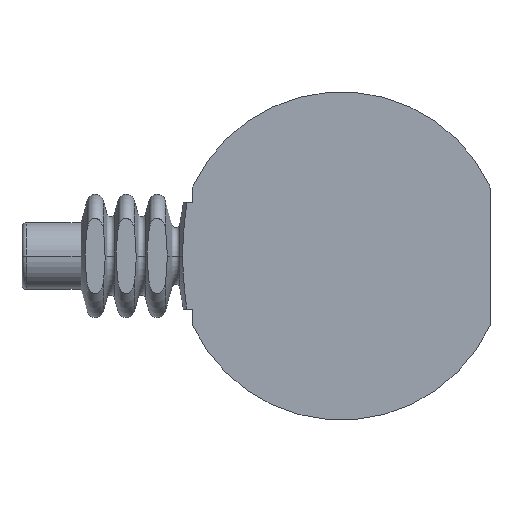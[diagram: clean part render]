
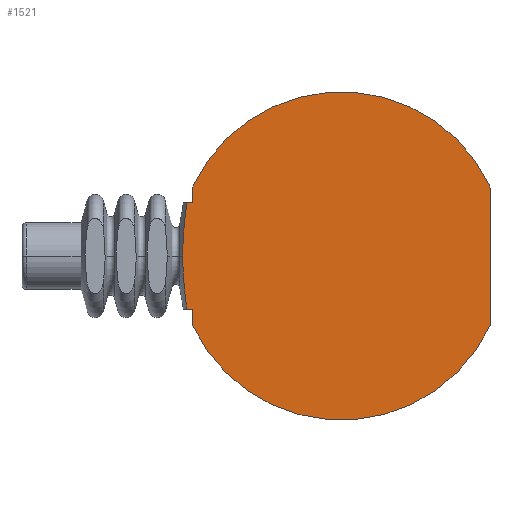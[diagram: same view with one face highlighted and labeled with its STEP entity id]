
A CAD part, front view. The second image highlights one B-rep face of the part: STEP entity #1521.
In plain terms, the highlighted planar face has unit normal (0, -1, 0).
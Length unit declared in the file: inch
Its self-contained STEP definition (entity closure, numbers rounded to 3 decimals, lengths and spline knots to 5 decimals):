
#78=CARTESIAN_POINT('',(-1.37145,-0.07874,
-0.47244));
#84=CARTESIAN_POINT('',(-1.4081,-0.07874,0.));
#85=CARTESIAN_POINT('',(-1.4081,-0.07874,
-0.02556));
#86=CARTESIAN_POINT('',(-1.4073,-0.07874,
-0.0763));
#87=CARTESIAN_POINT('',(-1.40389,-0.07874,
-0.15122));
#88=CARTESIAN_POINT('',(-1.39866,-0.07874,
-0.22504));
#89=CARTESIAN_POINT('',(-1.39177,-0.07874,
-0.30018));
#90=CARTESIAN_POINT('',(-1.38305,-0.07874,
-0.38023));
#91=CARTESIAN_POINT('',(-1.37557,-0.07874,
-0.44073));
#92=CARTESIAN_POINT('',(-1.37145,-0.07874,
-0.47244));
#164=CARTESIAN_POINT('',(-1.37145,-0.07874,
0.47244));
#165=CARTESIAN_POINT('',(-1.37568,-0.07874,
0.4399));
#166=CARTESIAN_POINT('',(-1.38331,-0.07874,
0.37808));
#167=CARTESIAN_POINT('',(-1.3921,-0.07874,
0.29698));
#168=CARTESIAN_POINT('',(-1.39892,-0.07874,
0.22184));
#169=CARTESIAN_POINT('',(-1.40404,-0.07874,
0.1486));
#170=CARTESIAN_POINT('',(-1.40733,-0.07874,
0.07483));
#171=CARTESIAN_POINT('',(-1.4081,-0.07874,
0.02503));
#172=CARTESIAN_POINT('',(-1.4081,-0.07874,0.));
#182=CARTESIAN_POINT('',(-1.37145,-0.07874,
0.47244));
#191=DIRECTION('',(-1.,0.,0.));
#192=VECTOR('',#191,0.05256);
#193=CARTESIAN_POINT('',(-1.3189,-0.07874,
0.47244));
#194=LINE('',#193,#192);
#246=DIRECTION('',(0.,0.,1.));
#247=VECTOR('',#246,0.12819);
#248=CARTESIAN_POINT('',(-1.3189,-0.07874,
0.47244));
#249=LINE('',#248,#247);
#250=CARTESIAN_POINT('',(-1.24016,-0.07874,
0.60064));
#251=DIRECTION('',(0.,1.,0.));
#252=DIRECTION('',(-1.,0.,0.));
#253=AXIS2_PLACEMENT_3D('',#250,#251,#252);
#255=CARTESIAN_POINT('',(0.,-0.07874,0.));
#256=DIRECTION('',(0.,1.,0.));
#257=DIRECTION('',(-0.9,0.,0.436));
#258=AXIS2_PLACEMENT_3D('',#255,#256,#257);
#260=CARTESIAN_POINT('',(1.24016,-0.07874,
0.60064));
#261=DIRECTION('',(0.,1.,0.));
#262=DIRECTION('',(0.9,0.,0.436));
#263=AXIS2_PLACEMENT_3D('',#260,#261,#262);
#265=DIRECTION('',(0.,0.,-1.));
#266=VECTOR('',#265,1.21907);
#267=CARTESIAN_POINT('',(1.3189,-0.07874,
0.60064));
#268=LINE('',#267,#266);
#269=CARTESIAN_POINT('',(0.,-0.07874,0.));
#270=DIRECTION('',(0.,1.,0.));
#271=DIRECTION('',(0.905,0.,-0.425));
#272=AXIS2_PLACEMENT_3D('',#269,#270,#271);
#274=DIRECTION('',(0.,0.,1.));
#275=VECTOR('',#274,0.146);
#276=CARTESIAN_POINT('',(-1.3189,-0.07874,
-0.61844));
#277=LINE('',#276,#275);
#278=DIRECTION('',(-1.,0.,0.));
#279=VECTOR('',#278,0.05256);
#280=CARTESIAN_POINT('',(-1.3189,-0.07874,
-0.47244));
#281=LINE('',#280,#279);
#994=CARTESIAN_POINT('',(-1.3189,-0.07874,
0.60064));
#995=VERTEX_POINT('',#994);
#1004=CARTESIAN_POINT('',(-1.31102,-0.07874,
0.63496));
#1005=VERTEX_POINT('',#1004);
#1014=CARTESIAN_POINT('',(1.31102,-0.07874,
0.63496));
#1015=VERTEX_POINT('',#1014);
#1024=CARTESIAN_POINT('',(1.3189,-0.07874,
0.60064));
#1025=VERTEX_POINT('',#1024);
#1032=CARTESIAN_POINT('',(1.3189,-0.07874,
-0.61844));
#1033=VERTEX_POINT('',#1032);
#1040=CARTESIAN_POINT('',(-1.3189,-0.07874,
-0.61844));
#1041=VERTEX_POINT('',#1040);
#1058=CARTESIAN_POINT('',(-1.3189,-0.07874,
-0.47244));
#1059=VERTEX_POINT('',#1058);
#1060=CARTESIAN_POINT('',(-1.3189,-0.07874,
0.47244));
#1061=VERTEX_POINT('',#1060);
#1072=VERTEX_POINT('',#78);
#1073=VERTEX_POINT('',#182);
#1074=VERTEX_POINT('',#84);
#1498=CARTESIAN_POINT('',(0.,-0.07874,0.08203));
#1499=DIRECTION('',(0.,-1.,0.));
#1500=DIRECTION('',(1.,0.,0.));
#1501=AXIS2_PLACEMENT_3D('',#1498,#1499,#1500);
#1502=PLANE('',#1501);
#1503=ORIENTED_EDGE('',*,*,#1244,.F.);
#1504=ORIENTED_EDGE('',*,*,#1404,.F.);
#1505=ORIENTED_EDGE('',*,*,#1437,.F.);
#1506=ORIENTED_EDGE('',*,*,#1493,.T.);
#1508=ORIENTED_EDGE('',*,*,#1507,.T.);
#1510=ORIENTED_EDGE('',*,*,#1509,.T.);
#1512=ORIENTED_EDGE('',*,*,#1511,.T.);
#1514=ORIENTED_EDGE('',*,*,#1513,.T.);
#1516=ORIENTED_EDGE('',*,*,#1515,.T.);
#1517=ORIENTED_EDGE('',*,*,#1476,.T.);
#1518=ORIENTED_EDGE('',*,*,#1222,.T.);
#1519=EDGE_LOOP('',(#1503,#1504,#1505,#1506,#1508,#1510,#1512,#1514,#1516,#1517,
#1518));
#1520=FACE_OUTER_BOUND('',#1519,.F.);
#1521=ADVANCED_FACE('',(#1520),#1502,.T.);
#93=B_SPLINE_CURVE_WITH_KNOTS('',3,(#84,#85,#86,#87,#88,#89,#90,#91,#92),
.UNSPECIFIED.,.F.,.F.,(4,1,1,1,1,1,4),(0.,0.16667,0.33333,
0.5,0.66667,0.83333,1.),.UNSPECIFIED.);
#173=B_SPLINE_CURVE_WITH_KNOTS('',3,(#164,#165,#166,#167,#168,#169,#170,#171,
#172),.UNSPECIFIED.,.F.,.F.,(4,1,1,1,1,1,4),(0.,0.16667,
0.33333,0.5,0.66667,0.83333,1.),
.UNSPECIFIED.);
#254=CIRCLE('',#253,0.07874);
#259=CIRCLE('',#258,1.45669);
#264=CIRCLE('',#263,0.07874);
#273=CIRCLE('',#272,1.45669);
#1222=EDGE_CURVE('',#1059,#1072,#281,.T.);
#1244=EDGE_CURVE('',#1074,#1072,#93,.T.);
#1404=EDGE_CURVE('',#1073,#1074,#173,.T.);
#1437=EDGE_CURVE('',#1061,#1073,#194,.T.);
#1476=EDGE_CURVE('',#1041,#1059,#277,.T.);
#1493=EDGE_CURVE('',#1061,#995,#249,.T.);
#1507=EDGE_CURVE('',#995,#1005,#254,.T.);
#1509=EDGE_CURVE('',#1005,#1015,#259,.T.);
#1511=EDGE_CURVE('',#1015,#1025,#264,.T.);
#1513=EDGE_CURVE('',#1025,#1033,#268,.T.);
#1515=EDGE_CURVE('',#1033,#1041,#273,.T.);
